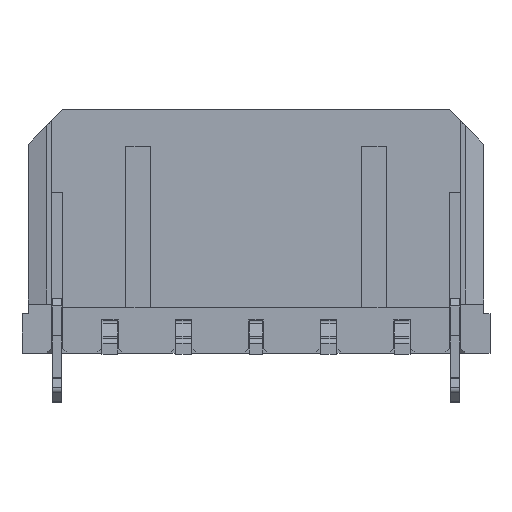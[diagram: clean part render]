
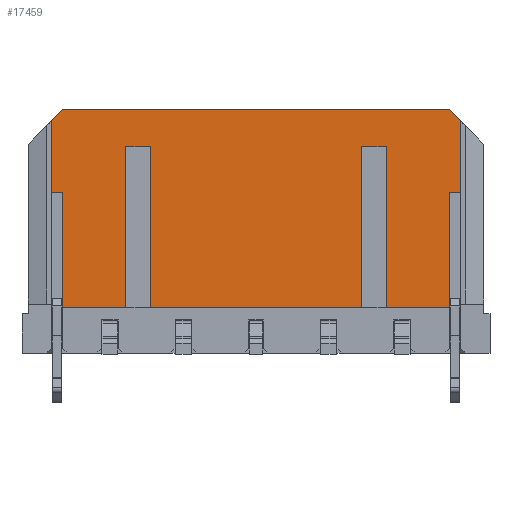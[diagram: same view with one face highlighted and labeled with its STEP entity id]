
A CAD part, front view. The second image highlights one B-rep face of the part: STEP entity #17459.
In plain terms, the highlighted planar face has unit normal (0, -1, 0).
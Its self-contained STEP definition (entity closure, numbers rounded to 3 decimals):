
#197=DIRECTION('',(0.,0.,-1.));
#198=VECTOR('',#197,4.67);
#199=CARTESIAN_POINT('',(-1.25,0.5,-3.39));
#200=LINE('',#199,#198);
#201=DIRECTION('',(1.,0.,0.));
#202=VECTOR('',#201,0.45);
#203=CARTESIAN_POINT('',(-1.7,0.5,-3.39));
#204=LINE('',#203,#202);
#205=DIRECTION('',(-0.707,0.,-0.707));
#206=VECTOR('',#205,0.636);
#207=CARTESIAN_POINT('',(-1.25,0.5,0.));
#208=LINE('',#207,#206);
#209=DIRECTION('',(1.,0.,0.));
#210=VECTOR('',#209,15.75);
#211=CARTESIAN_POINT('',(-1.25,0.5,0.));
#212=LINE('',#211,#210);
#213=DIRECTION('',(0.707,0.,-0.707));
#214=VECTOR('',#213,0.636);
#215=CARTESIAN_POINT('',(14.5,0.5,0.));
#216=LINE('',#215,#214);
#217=DIRECTION('',(-1.,0.,0.));
#218=VECTOR('',#217,0.45);
#219=CARTESIAN_POINT('',(14.95,0.5,-3.39));
#220=LINE('',#219,#218);
#221=DIRECTION('',(0.,0.,-1.));
#222=VECTOR('',#221,4.67);
#223=CARTESIAN_POINT('',(14.5,0.5,-3.39));
#224=LINE('',#223,#222);
#233=DIRECTION('',(-1.,0.,0.));
#234=VECTOR('',#233,2.575);
#235=CARTESIAN_POINT('',(1.325,0.5,-8.06));
#236=LINE('',#235,#234);
#237=DIRECTION('',(1.,0.,0.));
#238=VECTOR('',#237,8.6);
#239=CARTESIAN_POINT('',(2.325,0.5,-8.06));
#240=LINE('',#239,#238);
#241=DIRECTION('',(1.,0.,0.));
#242=VECTOR('',#241,2.575);
#243=CARTESIAN_POINT('',(11.925,0.5,-8.06));
#244=LINE('',#243,#242);
#1252=DIRECTION('',(0.,0.,1.));
#1253=VECTOR('',#1252,2.94);
#1254=CARTESIAN_POINT('',(-1.7,0.5,-3.39));
#1255=LINE('',#1254,#1253);
#5714=DIRECTION('',(0.,0.,1.));
#5715=VECTOR('',#5714,2.94);
#5716=CARTESIAN_POINT('',(14.95,0.5,-3.39));
#5717=LINE('',#5716,#5715);
#13053=DIRECTION('',(0.,0.,-1.));
#13054=VECTOR('',#13053,6.56);
#13055=CARTESIAN_POINT('',(1.325,0.5,-1.5));
#13056=LINE('',#13055,#13054);
#13065=DIRECTION('',(-1.,0.,0.));
#13066=VECTOR('',#13065,1.);
#13067=CARTESIAN_POINT('',(2.325,0.5,-1.5));
#13068=LINE('',#13067,#13066);
#13085=DIRECTION('',(0.,0.,1.));
#13086=VECTOR('',#13085,6.56);
#13087=CARTESIAN_POINT('',(2.325,0.5,-8.06));
#13088=LINE('',#13087,#13086);
#13101=DIRECTION('',(0.,0.,1.));
#13102=VECTOR('',#13101,6.56);
#13103=CARTESIAN_POINT('',(10.925,0.5,-8.06));
#13104=LINE('',#13103,#13102);
#13113=DIRECTION('',(0.,0.,-1.));
#13114=VECTOR('',#13113,6.56);
#13115=CARTESIAN_POINT('',(11.925,0.5,-1.5));
#13116=LINE('',#13115,#13114);
#13121=DIRECTION('',(1.,0.,0.));
#13122=VECTOR('',#13121,1.);
#13123=CARTESIAN_POINT('',(10.925,0.5,-1.5));
#13124=LINE('',#13123,#13122);
#13143=CARTESIAN_POINT('',(14.5,0.5,0.));
#13144=VERTEX_POINT('',#13143);
#13669=CARTESIAN_POINT('',(14.5,0.5,-8.06));
#13670=VERTEX_POINT('',#13669);
#13671=CARTESIAN_POINT('',(14.5,0.5,-3.39));
#13672=VERTEX_POINT('',#13671);
#13750=CARTESIAN_POINT('',(14.95,0.5,-3.39));
#13751=VERTEX_POINT('',#13750);
#13754=CARTESIAN_POINT('',(14.95,0.5,-0.45));
#13755=VERTEX_POINT('',#13754);
#13756=CARTESIAN_POINT('',(11.925,0.5,-8.06));
#13757=VERTEX_POINT('',#13756);
#13758=CARTESIAN_POINT('',(11.925,0.5,-1.5));
#13759=VERTEX_POINT('',#13758);
#13760=CARTESIAN_POINT('',(10.925,0.5,-1.5));
#13761=VERTEX_POINT('',#13760);
#13762=CARTESIAN_POINT('',(10.925,0.5,-8.06));
#13763=VERTEX_POINT('',#13762);
#15094=CARTESIAN_POINT('',(-1.25,0.5,0.));
#15095=VERTEX_POINT('',#15094);
#15620=CARTESIAN_POINT('',(-1.25,0.5,-8.06));
#15621=VERTEX_POINT('',#15620);
#15622=CARTESIAN_POINT('',(-1.25,0.5,-3.39));
#15623=VERTEX_POINT('',#15622);
#15701=CARTESIAN_POINT('',(-1.7,0.5,-3.39));
#15702=VERTEX_POINT('',#15701);
#15705=CARTESIAN_POINT('',(-1.7,0.5,-0.45));
#15706=VERTEX_POINT('',#15705);
#15707=CARTESIAN_POINT('',(1.325,0.5,-8.06));
#15708=VERTEX_POINT('',#15707);
#15709=CARTESIAN_POINT('',(1.325,0.5,-1.5));
#15710=VERTEX_POINT('',#15709);
#15711=CARTESIAN_POINT('',(2.325,0.5,-1.5));
#15712=VERTEX_POINT('',#15711);
#15713=CARTESIAN_POINT('',(2.325,0.5,-8.06));
#15714=VERTEX_POINT('',#15713);
#17417=CARTESIAN_POINT('',(8.075,0.5,-4.03));
#17418=DIRECTION('',(0.,1.,0.));
#17419=DIRECTION('',(1.,0.,0.));
#17420=AXIS2_PLACEMENT_3D('',#17417,#17418,#17419);
#17421=PLANE('',#17420);
#17423=ORIENTED_EDGE('',*,*,#17422,.F.);
#17425=ORIENTED_EDGE('',*,*,#17424,.T.);
#17427=ORIENTED_EDGE('',*,*,#17426,.T.);
#17429=ORIENTED_EDGE('',*,*,#17428,.T.);
#17431=ORIENTED_EDGE('',*,*,#17430,.T.);
#17433=ORIENTED_EDGE('',*,*,#17432,.F.);
#17435=ORIENTED_EDGE('',*,*,#17434,.F.);
#17437=ORIENTED_EDGE('',*,*,#17436,.T.);
#17439=ORIENTED_EDGE('',*,*,#17438,.F.);
#17440=ORIENTED_EDGE('',*,*,#17280,.T.);
#17442=ORIENTED_EDGE('',*,*,#17441,.T.);
#17444=ORIENTED_EDGE('',*,*,#17443,.F.);
#17446=ORIENTED_EDGE('',*,*,#17445,.T.);
#17448=ORIENTED_EDGE('',*,*,#17447,.T.);
#17450=ORIENTED_EDGE('',*,*,#17449,.F.);
#17452=ORIENTED_EDGE('',*,*,#17451,.F.);
#17454=ORIENTED_EDGE('',*,*,#17453,.F.);
#17456=ORIENTED_EDGE('',*,*,#17455,.F.);
#17457=EDGE_LOOP('',(#17423,#17425,#17427,#17429,#17431,#17433,#17435,#17437,
#17439,#17440,#17442,#17444,#17446,#17448,#17450,#17452,#17454,#17456));
#17458=FACE_OUTER_BOUND('',#17457,.F.);
#17459=ADVANCED_FACE('',(#17458),#17421,.F.);
#17280=EDGE_CURVE('',#15095,#13144,#212,.T.);
#17422=EDGE_CURVE('',#15714,#13763,#240,.T.);
#17424=EDGE_CURVE('',#15714,#15712,#13088,.T.);
#17426=EDGE_CURVE('',#15712,#15710,#13068,.T.);
#17428=EDGE_CURVE('',#15710,#15708,#13056,.T.);
#17430=EDGE_CURVE('',#15708,#15621,#236,.T.);
#17432=EDGE_CURVE('',#15623,#15621,#200,.T.);
#17434=EDGE_CURVE('',#15702,#15623,#204,.T.);
#17436=EDGE_CURVE('',#15702,#15706,#1255,.T.);
#17438=EDGE_CURVE('',#15095,#15706,#208,.T.);
#17441=EDGE_CURVE('',#13144,#13755,#216,.T.);
#17443=EDGE_CURVE('',#13751,#13755,#5717,.T.);
#17445=EDGE_CURVE('',#13751,#13672,#220,.T.);
#17447=EDGE_CURVE('',#13672,#13670,#224,.T.);
#17449=EDGE_CURVE('',#13757,#13670,#244,.T.);
#17451=EDGE_CURVE('',#13759,#13757,#13116,.T.);
#17453=EDGE_CURVE('',#13761,#13759,#13124,.T.);
#17455=EDGE_CURVE('',#13763,#13761,#13104,.T.);
